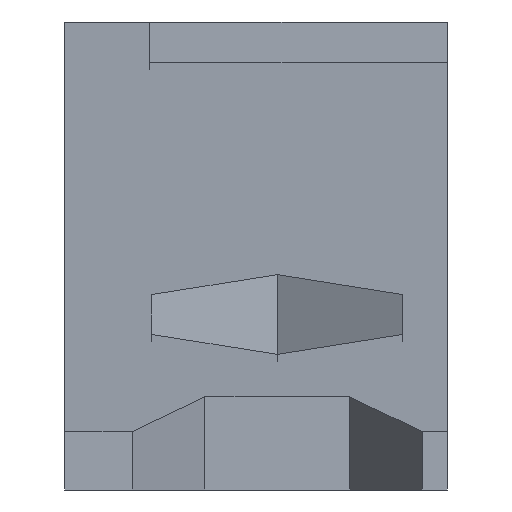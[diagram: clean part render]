
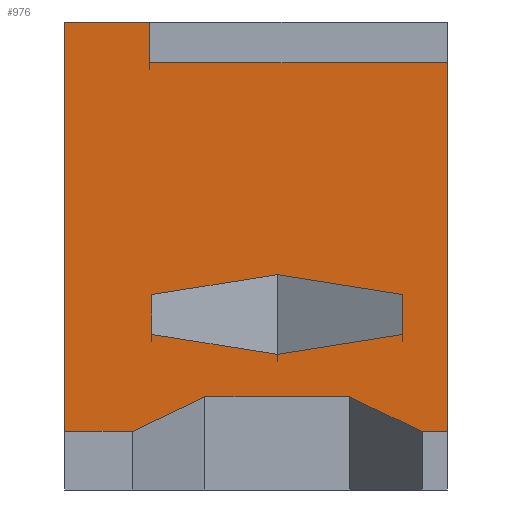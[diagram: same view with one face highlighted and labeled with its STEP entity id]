
A CAD part, left-side view. The second image highlights one B-rep face of the part: STEP entity #976.
In plain terms, the highlighted planar face has unit normal (-0.265, 0, 0.964).
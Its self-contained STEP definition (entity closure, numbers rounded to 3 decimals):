
#53=FACE_BOUND('',#172,.T.);
#103=FACE_OUTER_BOUND('',#171,.T.);
#171=EDGE_LOOP('',(#856,#857,#858,#859,#860,#861,#862,#863,#864,#865));
#172=EDGE_LOOP('',(#866,#867,#868,#869,#870,#871));
#188=LINE('',#1320,#302);
#198=LINE('',#1340,#312);
#203=LINE('',#1349,#317);
#210=LINE('',#1364,#324);
#218=LINE('',#1386,#332);
#219=LINE('',#1389,#333);
#227=LINE('',#1413,#341);
#231=LINE('',#1421,#345);
#234=LINE('',#1427,#348);
#237=LINE('',#1433,#351);
#240=LINE('',#1439,#354);
#243=LINE('',#1444,#357);
#245=LINE('',#1451,#359);
#247=LINE('',#1455,#361);
#249=LINE('',#1458,#363);
#300=LINE('',#1569,#414);
#302=VECTOR('',#1074,10.);
#312=VECTOR('',#1090,10.);
#317=VECTOR('',#1097,10.);
#324=VECTOR('',#1106,10.);
#332=VECTOR('',#1122,10.);
#333=VECTOR('',#1125,10.);
#341=VECTOR('',#1145,10.);
#345=VECTOR('',#1151,10.);
#348=VECTOR('',#1156,10.);
#351=VECTOR('',#1161,10.);
#354=VECTOR('',#1166,10.);
#357=VECTOR('',#1171,10.);
#359=VECTOR('',#1179,10.);
#361=VECTOR('',#1183,10.);
#363=VECTOR('',#1187,10.);
#414=VECTOR('',#1290,10.);
#416=VERTEX_POINT('',#1318);
#417=VERTEX_POINT('',#1319);
#424=VERTEX_POINT('',#1339);
#427=VERTEX_POINT('',#1347);
#434=VERTEX_POINT('',#1363);
#442=VERTEX_POINT('',#1380);
#444=VERTEX_POINT('',#1384);
#445=VERTEX_POINT('',#1388);
#454=VERTEX_POINT('',#1411);
#455=VERTEX_POINT('',#1412);
#458=VERTEX_POINT('',#1420);
#460=VERTEX_POINT('',#1426);
#462=VERTEX_POINT('',#1432);
#464=VERTEX_POINT('',#1438);
#467=VERTEX_POINT('',#1450);
#468=VERTEX_POINT('',#1454);
#506=EDGE_CURVE('',#416,#417,#188,.T.);
#516=EDGE_CURVE('',#417,#424,#198,.T.);
#521=EDGE_CURVE('',#427,#424,#203,.T.);
#528=EDGE_CURVE('',#416,#434,#210,.T.);
#539=EDGE_CURVE('',#442,#444,#218,.T.);
#540=EDGE_CURVE('',#445,#434,#219,.T.);
#552=EDGE_CURVE('',#454,#455,#227,.T.);
#556=EDGE_CURVE('',#455,#458,#231,.T.);
#559=EDGE_CURVE('',#458,#460,#234,.T.);
#562=EDGE_CURVE('',#460,#462,#237,.T.);
#565=EDGE_CURVE('',#464,#454,#240,.T.);
#568=EDGE_CURVE('',#462,#464,#243,.T.);
#571=EDGE_CURVE('',#444,#467,#245,.T.);
#573=EDGE_CURVE('',#467,#468,#247,.T.);
#575=EDGE_CURVE('',#468,#445,#249,.T.);
#629=EDGE_CURVE('',#442,#427,#300,.T.);
#856=ORIENTED_EDGE('',*,*,#516,.T.);
#857=ORIENTED_EDGE('',*,*,#521,.F.);
#858=ORIENTED_EDGE('',*,*,#629,.F.);
#859=ORIENTED_EDGE('',*,*,#539,.T.);
#860=ORIENTED_EDGE('',*,*,#571,.T.);
#861=ORIENTED_EDGE('',*,*,#573,.T.);
#862=ORIENTED_EDGE('',*,*,#575,.T.);
#863=ORIENTED_EDGE('',*,*,#540,.T.);
#864=ORIENTED_EDGE('',*,*,#528,.F.);
#865=ORIENTED_EDGE('',*,*,#506,.T.);
#866=ORIENTED_EDGE('',*,*,#562,.T.);
#867=ORIENTED_EDGE('',*,*,#568,.T.);
#868=ORIENTED_EDGE('',*,*,#565,.T.);
#869=ORIENTED_EDGE('',*,*,#552,.T.);
#870=ORIENTED_EDGE('',*,*,#556,.T.);
#871=ORIENTED_EDGE('',*,*,#559,.T.);
#932=PLANE('',#1061);
#976=ADVANCED_FACE('',(#103,#53),#932,.F.);
#1061=AXIS2_PLACEMENT_3D('',#1577,#1298,#1299);
#1074=DIRECTION('',(0.,1.,0.));
#1090=DIRECTION('',(0.964,0.,0.265));
#1097=DIRECTION('',(0.,-1.,0.));
#1106=DIRECTION('',(-0.964,0.,-0.265));
#1122=DIRECTION('',(0.,-1.,0.));
#1125=DIRECTION('',(0.,-1.,0.));
#1145=DIRECTION('',(-0.495,0.858,-0.136));
#1151=DIRECTION('',(0.495,0.858,0.136));
#1156=DIRECTION('',(0.964,0.,0.265));
#1161=DIRECTION('',(0.495,-0.858,0.136));
#1166=DIRECTION('',(-0.964,0.,-0.265));
#1171=DIRECTION('',(-0.495,-0.858,-0.136));
#1179=DIRECTION('',(0.842,-0.486,0.232));
#1183=DIRECTION('',(0.,-1.,0.));
#1187=DIRECTION('',(-0.842,-0.486,-0.232));
#1290=DIRECTION('',(0.964,0.,0.265));
#1298=DIRECTION('center_axis',(0.265,0.,-0.964));
#1299=DIRECTION('ref_axis',(-0.964,0.,-0.265));
#1318=CARTESIAN_POINT('',(36.5,0.,10.038));
#1319=CARTESIAN_POINT('',(36.5,7.,10.038));
#1320=CARTESIAN_POINT('',(36.5,0.,10.038));
#1339=CARTESIAN_POINT('',(40.,7.,11.));
#1340=CARTESIAN_POINT('',(41.267,7.,11.348));
#1347=CARTESIAN_POINT('',(40.,9.,11.));
#1349=CARTESIAN_POINT('',(40.,2.25,11.));
#1363=CARTESIAN_POINT('',(5.,0.,1.375));
#1364=CARTESIAN_POINT('',(20.,0.,5.5));
#1380=CARTESIAN_POINT('',(5.,9.,1.375));
#1384=CARTESIAN_POINT('',(5.,7.406,1.375));
#1386=CARTESIAN_POINT('',(5.,0.,1.375));
#1388=CARTESIAN_POINT('',(5.,0.594,1.375));
#1389=CARTESIAN_POINT('',(5.,0.,1.375));
#1411=CARTESIAN_POINT('',(13.297,1.05,3.657));
#1412=CARTESIAN_POINT('',(11.594,4.,3.188));
#1413=CARTESIAN_POINT('',(17.291,-5.869,4.755));
#1420=CARTESIAN_POINT('',(13.297,6.95,3.657));
#1421=CARTESIAN_POINT('',(14.756,9.477,4.058));
#1426=CARTESIAN_POINT('',(16.703,6.95,4.593));
#1427=CARTESIAN_POINT('',(27.587,6.95,7.586));
#1432=CARTESIAN_POINT('',(18.406,4.,5.062));
#1433=CARTESIAN_POINT('',(21.47,-1.307,5.904));
#1438=CARTESIAN_POINT('',(16.703,1.05,4.593));
#1439=CARTESIAN_POINT('',(29.171,1.05,8.022));
#1444=CARTESIAN_POINT('',(20.606,7.81,5.667));
#1450=CARTESIAN_POINT('',(7.95,5.703,2.186));
#1451=CARTESIAN_POINT('',(20.817,-1.725,5.725));
#1454=CARTESIAN_POINT('',(7.95,2.297,2.186));
#1455=CARTESIAN_POINT('',(7.95,2.852,2.186));
#1458=CARTESIAN_POINT('',(20.573,9.585,5.658));
#1569=CARTESIAN_POINT('',(96.467,9.,26.528));
#1577=CARTESIAN_POINT('Origin',(40.,0.,11.));
